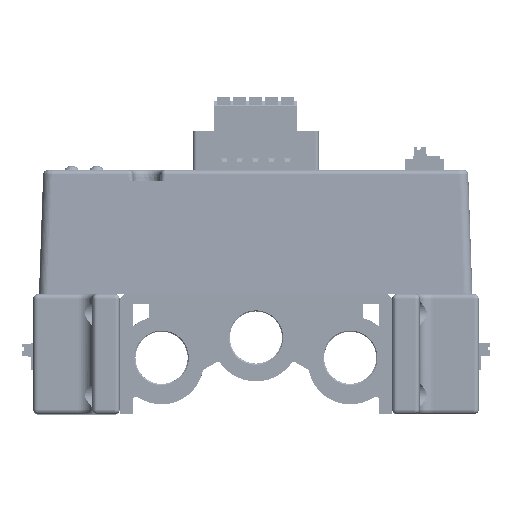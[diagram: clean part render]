
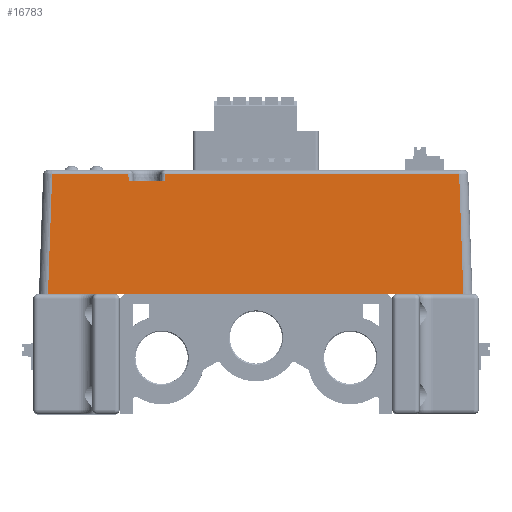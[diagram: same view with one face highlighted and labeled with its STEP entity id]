
A CAD part, front view. The second image highlights one B-rep face of the part: STEP entity #16783.
In plain terms, the highlighted planar face has unit normal (0, -0.999, 0.035).
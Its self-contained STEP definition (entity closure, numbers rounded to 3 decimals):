
#6318=FACE_OUTER_BOUND('',#35259,.T.);
#16783=ADVANCED_FACE('',(#6318),#25356,.T.);
#25356=PLANE('',#187728);
#35259=EDGE_LOOP('',(#62988,#62989,#62990,#62991,#62992,#62993,#62994,#62995,
#62996,#62997));
#62988=ORIENTED_EDGE('',*,*,#124429,.T.);
#62989=ORIENTED_EDGE('',*,*,#124490,.T.);
#62990=ORIENTED_EDGE('',*,*,#124491,.F.);
#62991=ORIENTED_EDGE('',*,*,#124492,.T.);
#62992=ORIENTED_EDGE('',*,*,#124493,.T.);
#62993=ORIENTED_EDGE('',*,*,#124494,.T.);
#62994=ORIENTED_EDGE('',*,*,#124495,.T.);
#62995=ORIENTED_EDGE('',*,*,#124197,.T.);
#62996=ORIENTED_EDGE('',*,*,#116416,.T.);
#62997=ORIENTED_EDGE('',*,*,#124496,.T.);
#98798=VERTEX_POINT('',#250213);
#98799=VERTEX_POINT('',#250215);
#103928=VERTEX_POINT('',#268833);
#104154=VERTEX_POINT('',#269335);
#104155=VERTEX_POINT('',#269337);
#104198=VERTEX_POINT('',#269472);
#104199=VERTEX_POINT('',#269474);
#104200=VERTEX_POINT('',#269476);
#104201=VERTEX_POINT('',#269478);
#104202=VERTEX_POINT('',#269480);
#116416=EDGE_CURVE('',#98799,#98798,#142294,.T.);
#124197=EDGE_CURVE('',#103928,#98799,#148578,.T.);
#124429=EDGE_CURVE('',#104155,#104154,#148747,.T.);
#124490=EDGE_CURVE('',#104154,#104198,#148787,.T.);
#124491=EDGE_CURVE('',#104199,#104198,#148788,.T.);
#124492=EDGE_CURVE('',#104199,#104200,#148789,.T.);
#124493=EDGE_CURVE('',#104200,#104201,#148790,.T.);
#124494=EDGE_CURVE('',#104201,#104202,#148791,.T.);
#124495=EDGE_CURVE('',#104202,#103928,#148792,.T.);
#124496=EDGE_CURVE('',#98798,#104155,#148793,.T.);
#142294=LINE('',#250214,#162694);
#148578=LINE('',#268832,#168978);
#148747=LINE('',#269336,#169147);
#148787=LINE('',#269471,#169187);
#148788=LINE('',#269473,#169188);
#148789=LINE('',#269475,#169189);
#148790=LINE('',#269477,#169190);
#148791=LINE('',#269479,#169191);
#148792=LINE('',#269481,#169192);
#148793=LINE('',#269482,#169193);
#162694=VECTOR('',#197973,1.);
#168978=VECTOR('',#212123,1.);
#169147=VECTOR('',#212440,1.);
#169187=VECTOR('',#212560,1.);
#169188=VECTOR('',#212561,1.);
#169189=VECTOR('',#212562,1.);
#169190=VECTOR('',#212563,1.);
#169191=VECTOR('',#212564,1.);
#169192=VECTOR('',#212565,1.);
#169193=VECTOR('',#212566,1.);
#187728=AXIS2_PLACEMENT_3D('',#269483,#212567,#212568);
#197973=DIRECTION('',(1.,0.,0.));
#212123=DIRECTION('',(1.,0.,0.));
#212440=DIRECTION('',(-1.,0.,0.));
#212560=DIRECTION('',(-0.044,-0.035,-0.998));
#212561=DIRECTION('',(1.,0.,0.));
#212562=DIRECTION('',(-0.044,0.035,0.998));
#212563=DIRECTION('',(-1.,0.,0.));
#212564=DIRECTION('',(-0.035,-0.035,-0.999));
#212565=DIRECTION('',(1.,0.,0.));
#212566=DIRECTION('',(-0.035,0.035,0.999));
#212567=DIRECTION('',(0.,-0.999,0.035));
#212568=DIRECTION('',(0.,-0.035,-0.999));
#250213=CARTESIAN_POINT('',(445.687,-1316.826,-0.1));
#250214=CARTESIAN_POINT('',(430.05,-1316.826,-0.1));
#250215=CARTESIAN_POINT('',(431.05,-1316.826,-0.1));
#268832=CARTESIAN_POINT('',(430.05,-1316.826,-0.1));
#268833=CARTESIAN_POINT('',(369.05,-1316.826,-0.1));
#269335=CARTESIAN_POINT('',(380.108,-1315.907,26.235));
#269336=CARTESIAN_POINT('',(379.05,-1315.907,26.235));
#269337=CARTESIAN_POINT('',(444.767,-1315.907,26.235));
#269471=CARTESIAN_POINT('',(380.048,-1315.955,24.856));
#269472=CARTESIAN_POINT('',(380.049,-1315.953,24.9));
#269473=CARTESIAN_POINT('',(376.05,-1315.953,24.9));
#269474=CARTESIAN_POINT('',(372.051,-1315.953,24.9));
#269475=CARTESIAN_POINT('',(371.994,-1315.908,26.191));
#269476=CARTESIAN_POINT('',(371.992,-1315.907,26.235));
#269477=CARTESIAN_POINT('',(355.266,-1315.907,26.235));
#269478=CARTESIAN_POINT('',(355.233,-1315.907,26.235));
#269479=CARTESIAN_POINT('',(354.056,-1317.083,-7.463));
#269480=CARTESIAN_POINT('',(354.313,-1316.826,-0.1));
#269481=CARTESIAN_POINT('',(430.05,-1316.826,-0.1));
#269482=CARTESIAN_POINT('',(445.944,-1317.083,-7.463));
#269483=CARTESIAN_POINT('',(400.,-1317.141,-9.1));
